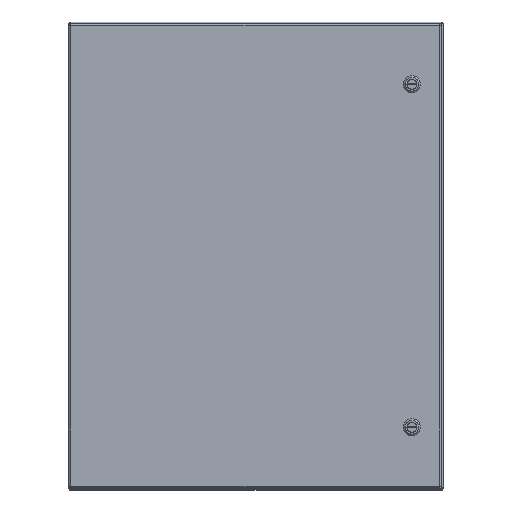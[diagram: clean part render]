
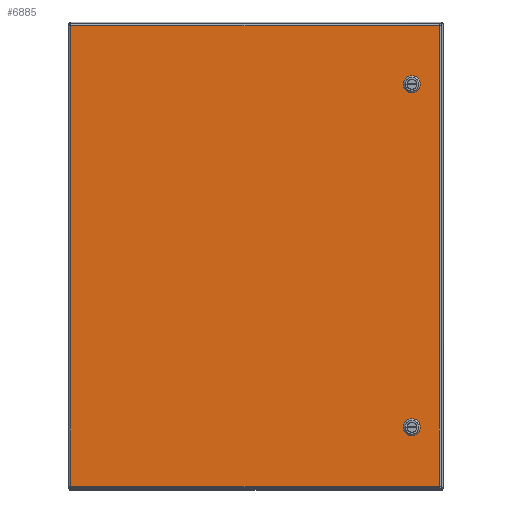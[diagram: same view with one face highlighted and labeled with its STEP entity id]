
A CAD part, top view. The second image highlights one B-rep face of the part: STEP entity #6885.
In plain terms, the highlighted face is planar.
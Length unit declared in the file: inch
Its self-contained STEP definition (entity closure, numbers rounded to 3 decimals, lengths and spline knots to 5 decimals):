
#4942=CARTESIAN_POINT('',(2.08762,4.275,0.0));
#4943=VERTEX_POINT('',#4942);
#4950=CARTESIAN_POINT('',(2.275,4.08762,0.0));
#4951=VERTEX_POINT('',#4950);
#4952=CARTESIAN_POINT('',(1.875,3.875,0.0));
#4953=DIRECTION('',(0.0,0.0,1.0));
#4954=DIRECTION('',(-0.469,-0.883,0.0));
#4955=AXIS2_PLACEMENT_3D('',#4952,#4953,#4954);
#4956=CIRCLE('',#4955,0.453);
#4957=EDGE_CURVE('',#4951,#4943,#4956,.T.);
#4982=CARTESIAN_POINT('',(2.275,3.66238,0.0));
#4983=VERTEX_POINT('',#4982);
#4984=CARTESIAN_POINT('',(2.275,3.66238,0.0));
#4985=DIRECTION('',(0.0,1.0,0.0));
#4986=VECTOR('',#4985,0.42525);
#4987=LINE('',#4984,#4986);
#4988=EDGE_CURVE('',#4983,#4951,#4987,.T.);
#5014=CARTESIAN_POINT('',(2.08762,3.475,0.0));
#5015=VERTEX_POINT('',#5014);
#5016=CARTESIAN_POINT('',(1.875,3.875,0.0));
#5017=DIRECTION('',(0.0,0.0,1.0));
#5018=DIRECTION('',(-0.883,0.469,0.0));
#5019=AXIS2_PLACEMENT_3D('',#5016,#5017,#5018);
#5020=CIRCLE('',#5019,0.453);
#5021=EDGE_CURVE('',#5015,#4983,#5020,.T.);
#5046=CARTESIAN_POINT('',(1.66238,3.475,0.0));
#5047=VERTEX_POINT('',#5046);
#5048=CARTESIAN_POINT('',(1.66238,3.475,0.0));
#5049=DIRECTION('',(1.0,0.0,0.0));
#5050=VECTOR('',#5049,0.42525);
#5051=LINE('',#5048,#5050);
#5052=EDGE_CURVE('',#5047,#5015,#5051,.T.);
#5078=CARTESIAN_POINT('',(1.475,3.66238,0.0));
#5079=VERTEX_POINT('',#5078);
#5080=CARTESIAN_POINT('',(1.875,3.875,0.0));
#5081=DIRECTION('',(0.0,0.0,1.0));
#5082=DIRECTION('',(0.469,0.883,0.0));
#5083=AXIS2_PLACEMENT_3D('',#5080,#5081,#5082);
#5084=CIRCLE('',#5083,0.453);
#5085=EDGE_CURVE('',#5079,#5047,#5084,.T.);
#5110=CARTESIAN_POINT('',(1.475,4.08762,0.0));
#5111=VERTEX_POINT('',#5110);
#5112=CARTESIAN_POINT('',(1.475,4.08762,0.0));
#5113=DIRECTION('',(0.0,-1.0,0.0));
#5114=VECTOR('',#5113,0.42525);
#5115=LINE('',#5112,#5114);
#5116=EDGE_CURVE('',#5111,#5079,#5115,.T.);
#5142=CARTESIAN_POINT('',(1.66238,4.275,0.0));
#5143=VERTEX_POINT('',#5142);
#5144=CARTESIAN_POINT('',(1.875,3.875,0.0));
#5145=DIRECTION('',(0.0,0.0,1.0));
#5146=DIRECTION('',(0.883,-0.469,0.0));
#5147=AXIS2_PLACEMENT_3D('',#5144,#5145,#5146);
#5148=CIRCLE('',#5147,0.453);
#5149=EDGE_CURVE('',#5143,#5111,#5148,.T.);
#5172=CARTESIAN_POINT('',(2.08762,4.275,0.0));
#5173=DIRECTION('',(-1.0,0.0,0.0));
#5174=VECTOR('',#5173,0.42525);
#5175=LINE('',#5172,#5174);
#5176=EDGE_CURVE('',#4943,#5143,#5175,.T.);
#5198=CARTESIAN_POINT('',(2.08762,26.275,0.0));
#5199=VERTEX_POINT('',#5198);
#5206=CARTESIAN_POINT('',(2.275,26.08762,0.0));
#5207=VERTEX_POINT('',#5206);
#5208=CARTESIAN_POINT('',(1.875,25.875,0.0));
#5209=DIRECTION('',(0.0,0.0,1.0));
#5210=DIRECTION('',(-0.469,-0.883,0.0));
#5211=AXIS2_PLACEMENT_3D('',#5208,#5209,#5210);
#5212=CIRCLE('',#5211,0.453);
#5213=EDGE_CURVE('',#5207,#5199,#5212,.T.);
#5238=CARTESIAN_POINT('',(2.275,25.66238,0.0));
#5239=VERTEX_POINT('',#5238);
#5240=CARTESIAN_POINT('',(2.275,25.66238,0.0));
#5241=DIRECTION('',(0.0,1.0,0.0));
#5242=VECTOR('',#5241,0.42525);
#5243=LINE('',#5240,#5242);
#5244=EDGE_CURVE('',#5239,#5207,#5243,.T.);
#5270=CARTESIAN_POINT('',(2.08762,25.475,0.0));
#5271=VERTEX_POINT('',#5270);
#5272=CARTESIAN_POINT('',(1.875,25.875,0.0));
#5273=DIRECTION('',(0.0,0.0,1.0));
#5274=DIRECTION('',(-0.883,0.469,0.0));
#5275=AXIS2_PLACEMENT_3D('',#5272,#5273,#5274);
#5276=CIRCLE('',#5275,0.453);
#5277=EDGE_CURVE('',#5271,#5239,#5276,.T.);
#5302=CARTESIAN_POINT('',(1.66238,25.475,0.0));
#5303=VERTEX_POINT('',#5302);
#5304=CARTESIAN_POINT('',(1.66238,25.475,0.0));
#5305=DIRECTION('',(1.0,0.0,0.0));
#5306=VECTOR('',#5305,0.42525);
#5307=LINE('',#5304,#5306);
#5308=EDGE_CURVE('',#5303,#5271,#5307,.T.);
#5334=CARTESIAN_POINT('',(1.475,25.66238,0.0));
#5335=VERTEX_POINT('',#5334);
#5336=CARTESIAN_POINT('',(1.875,25.875,0.0));
#5337=DIRECTION('',(0.0,0.0,1.0));
#5338=DIRECTION('',(0.469,0.883,0.0));
#5339=AXIS2_PLACEMENT_3D('',#5336,#5337,#5338);
#5340=CIRCLE('',#5339,0.453);
#5341=EDGE_CURVE('',#5335,#5303,#5340,.T.);
#5366=CARTESIAN_POINT('',(1.475,26.08762,0.0));
#5367=VERTEX_POINT('',#5366);
#5368=CARTESIAN_POINT('',(1.475,26.08762,0.0));
#5369=DIRECTION('',(0.0,-1.0,0.0));
#5370=VECTOR('',#5369,0.42525);
#5371=LINE('',#5368,#5370);
#5372=EDGE_CURVE('',#5367,#5335,#5371,.T.);
#5398=CARTESIAN_POINT('',(1.66238,26.275,0.0));
#5399=VERTEX_POINT('',#5398);
#5400=CARTESIAN_POINT('',(1.875,25.875,0.0));
#5401=DIRECTION('',(0.0,0.0,1.0));
#5402=DIRECTION('',(0.883,-0.469,0.0));
#5403=AXIS2_PLACEMENT_3D('',#5400,#5401,#5402);
#5404=CIRCLE('',#5403,0.453);
#5405=EDGE_CURVE('',#5399,#5367,#5404,.T.);
#5428=CARTESIAN_POINT('',(2.08762,26.275,0.0));
#5429=DIRECTION('',(-1.0,0.0,0.0));
#5430=VECTOR('',#5429,0.42525);
#5431=LINE('',#5428,#5430);
#5432=EDGE_CURVE('',#5199,#5399,#5431,.T.);
#5883=CARTESIAN_POINT('',(23.76975,0.10525,0.));
#5884=VERTEX_POINT('',#5883);
#5895=CARTESIAN_POINT('',(23.76975,29.64475,0.));
#5896=VERTEX_POINT('',#5895);
#5897=CARTESIAN_POINT('',(23.76975,29.64475,0.0));
#5898=DIRECTION('',(0.0,-1.0,0.0));
#5899=VECTOR('',#5898,29.5395);
#5900=LINE('',#5897,#5899);
#5901=EDGE_CURVE('',#5896,#5884,#5900,.T.);
#6053=CARTESIAN_POINT('',(0.10525,0.10525,0.));
#6054=VERTEX_POINT('',#6053);
#6065=CARTESIAN_POINT('',(23.76975,0.10525,0.0));
#6066=DIRECTION('',(-1.0,0.0,0.0));
#6067=VECTOR('',#6066,23.6645);
#6068=LINE('',#6065,#6067);
#6069=EDGE_CURVE('',#5884,#6054,#6068,.T.);
#6330=CARTESIAN_POINT('',(0.10525,29.64475,0.));
#6331=VERTEX_POINT('',#6330);
#6342=CARTESIAN_POINT('',(0.10525,0.10525,0.0));
#6343=DIRECTION('',(0.0,1.0,0.0));
#6344=VECTOR('',#6343,29.5395);
#6345=LINE('',#6342,#6344);
#6346=EDGE_CURVE('',#6054,#6331,#6345,.T.);
#6611=CARTESIAN_POINT('',(0.10525,29.64475,0.0));
#6612=DIRECTION('',(1.0,0.0,0.0));
#6613=VECTOR('',#6612,23.6645);
#6614=LINE('',#6611,#6613);
#6615=EDGE_CURVE('',#6331,#5896,#6614,.T.);
#6854=CARTESIAN_POINT('',(11.9375,14.875,0.0));
#6855=DIRECTION('',(0.0,0.0,1.0));
#6856=DIRECTION('',(1.0,0.0,0.0));
#6857=AXIS2_PLACEMENT_3D('',#6854,#6855,#6856);
#6858=PLANE('',#6857);
#6859=ORIENTED_EDGE('',*,*,#5901,.T.);
#6860=ORIENTED_EDGE('',*,*,#6069,.T.);
#6861=ORIENTED_EDGE('',*,*,#6346,.T.);
#6862=ORIENTED_EDGE('',*,*,#6615,.T.);
#6863=EDGE_LOOP('',(#6859,#6860,#6861,#6862));
#6864=FACE_OUTER_BOUND('',#6863,.T.);
#6865=ORIENTED_EDGE('',*,*,#4957,.T.);
#6866=ORIENTED_EDGE('',*,*,#5176,.T.);
#6867=ORIENTED_EDGE('',*,*,#5149,.T.);
#6868=ORIENTED_EDGE('',*,*,#5116,.T.);
#6869=ORIENTED_EDGE('',*,*,#5085,.T.);
#6870=ORIENTED_EDGE('',*,*,#5052,.T.);
#6871=ORIENTED_EDGE('',*,*,#5021,.T.);
#6872=ORIENTED_EDGE('',*,*,#4988,.T.);
#6873=EDGE_LOOP('',(#6865,#6866,#6867,#6868,#6869,#6870,#6871,#6872));
#6874=FACE_BOUND('',#6873,.T.);
#6875=ORIENTED_EDGE('',*,*,#5213,.T.);
#6876=ORIENTED_EDGE('',*,*,#5432,.T.);
#6877=ORIENTED_EDGE('',*,*,#5405,.T.);
#6878=ORIENTED_EDGE('',*,*,#5372,.T.);
#6879=ORIENTED_EDGE('',*,*,#5341,.T.);
#6880=ORIENTED_EDGE('',*,*,#5308,.T.);
#6881=ORIENTED_EDGE('',*,*,#5277,.T.);
#6882=ORIENTED_EDGE('',*,*,#5244,.T.);
#6883=EDGE_LOOP('',(#6875,#6876,#6877,#6878,#6879,#6880,#6881,#6882));
#6884=FACE_BOUND('',#6883,.T.);
#6885=ADVANCED_FACE('',(#6864,#6874,#6884),#6858,.F.);
